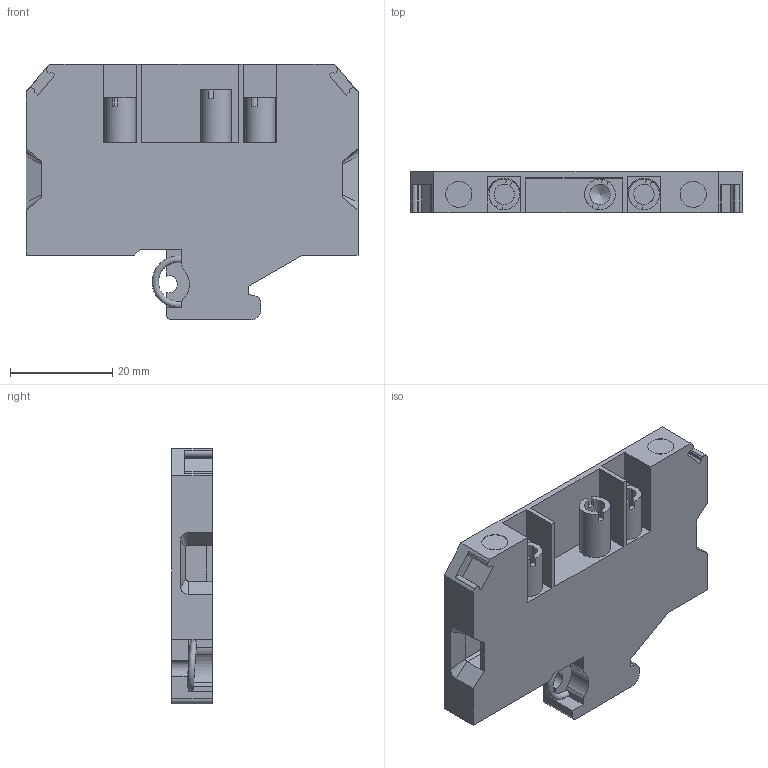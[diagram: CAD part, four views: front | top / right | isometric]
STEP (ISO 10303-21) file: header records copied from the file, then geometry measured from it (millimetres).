
FILE_DESCRIPTION(/* description */ ('Unknown'),/* implementation_level */ '2;1');
FILE_NAME(/* name */ 'CSTD6_3D_SOLID',/* time_stamp */ '2024-11-21T10:05:45+06:00',/* author */ ('Unknown'),/* organization */ ('Unknown'),/* preprocessor_version */ 'ST-DEVELOPER v16.7',/* originating_system */ 'Solid Edge',/* authorisation */ 'Unknown');
FILE_SCHEMA (('AUTOMOTIVE_DESIGN {1 0 10303 214 3 1 1}'));
Length unit declared in the file: millimetre
Products named in the file (1): CSTD6_3D_SOLID
Bounding box: 65 x 8 x 50.1 mm (x, y, z)
Surface area: 9170.9 mm2 (no closed solid volume)
Topology: 0 solids, 1 shells, 131 faces, 368 edges, 241 vertices
Faces by surface type: plane 100, cylinder 25, bspline 5, cone 1
Full cylindrical faces by diameter (mm): 4 x3, 5.1 x2, 6 x3
Entity records: 5443 total; most frequent: CARTESIAN_POINT 1213, ORIENTED_EDGE 694, DIRECTION 649, EDGE_CURVE 347, LINE 267, VECTOR 267, VERTEX_POINT 232, AXIS2_PLACEMENT_3D 191
